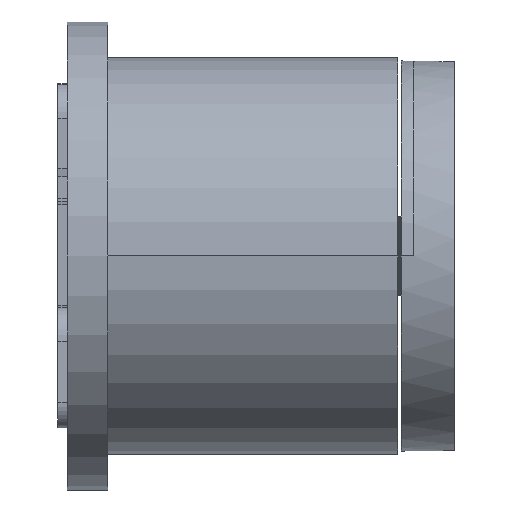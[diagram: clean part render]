
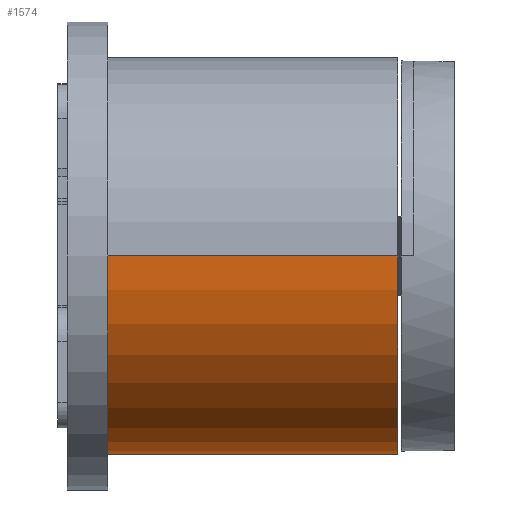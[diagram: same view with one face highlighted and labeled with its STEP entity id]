
A CAD part, left-side view. The second image highlights one B-rep face of the part: STEP entity #1574.
In plain terms, the highlighted cylindrical face has radius 16.129 mm (diameter 32.258 mm), a partial arc.
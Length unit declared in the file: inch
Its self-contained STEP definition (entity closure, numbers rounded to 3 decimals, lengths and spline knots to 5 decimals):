
#411=CARTESIAN_POINT('',(0.,-0.13,0.));
#412=DIRECTION('',(0.,1.,0.));
#413=DIRECTION('',(1.,0.,0.));
#414=AXIS2_PLACEMENT_3D('',#411,#412,#413);
#416=DIRECTION('',(0.,1.,0.));
#417=VECTOR('',#416,0.93);
#418=CARTESIAN_POINT('',(0.635,-1.06,0.));
#419=LINE('',#418,#417);
#425=DIRECTION('',(0.,1.,0.));
#426=VECTOR('',#425,0.93);
#427=CARTESIAN_POINT('',(-0.635,-1.06,0.));
#428=LINE('',#427,#426);
#429=CARTESIAN_POINT('',(0.,-1.06,0.));
#430=DIRECTION('',(0.,-1.,0.));
#431=DIRECTION('',(-1.,0.,0.));
#432=AXIS2_PLACEMENT_3D('',#429,#430,#431);
#898=CARTESIAN_POINT('',(-0.635,-1.06,0.));
#899=CARTESIAN_POINT('',(0.635,-1.06,0.));
#900=VERTEX_POINT('',#898);
#901=VERTEX_POINT('',#899);
#902=CARTESIAN_POINT('',(0.635,-0.13,0.));
#903=CARTESIAN_POINT('',(-0.635,-0.13,0.));
#904=VERTEX_POINT('',#902);
#905=VERTEX_POINT('',#903);
#1560=CARTESIAN_POINT('',(0.,0.,0.));
#1561=DIRECTION('',(0.,1.,0.));
#1562=DIRECTION('',(1.,0.,0.));
#1563=AXIS2_PLACEMENT_3D('',#1560,#1561,#1562);
#1564=CYLINDRICAL_SURFACE('',#1563,0.635);
#1565=ORIENTED_EDGE('',*,*,#1553,.T.);
#1567=ORIENTED_EDGE('',*,*,#1566,.F.);
#1569=ORIENTED_EDGE('',*,*,#1568,.T.);
#1571=ORIENTED_EDGE('',*,*,#1570,.T.);
#1572=EDGE_LOOP('',(#1565,#1567,#1569,#1571));
#1573=FACE_OUTER_BOUND('',#1572,.F.);
#1574=ADVANCED_FACE('',(#1573),#1564,.T.);
#415=CIRCLE('',#414,0.635);
#433=CIRCLE('',#432,0.635);
#1553=EDGE_CURVE('',#904,#905,#415,.T.);
#1566=EDGE_CURVE('',#900,#905,#428,.T.);
#1568=EDGE_CURVE('',#900,#901,#433,.T.);
#1570=EDGE_CURVE('',#901,#904,#419,.T.);
